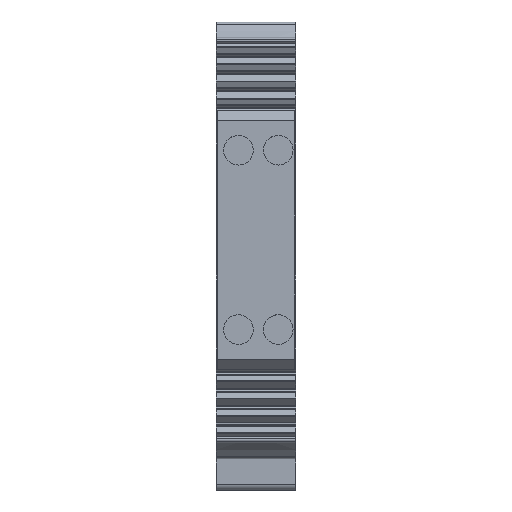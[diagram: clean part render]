
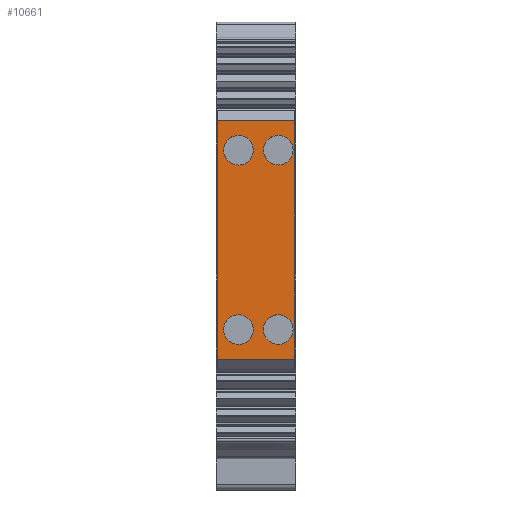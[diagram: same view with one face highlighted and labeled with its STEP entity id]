
A CAD part, top view. The second image highlights one B-rep face of the part: STEP entity #10661.
In plain terms, the highlighted planar face has unit normal (0, 0, 1).
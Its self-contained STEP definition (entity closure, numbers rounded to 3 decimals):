
#10354=AXIS2_PLACEMENT_3D('Circle Axis2P3D',#10352,#10353,$) ;
#10551=AXIS2_PLACEMENT_3D('Plane Axis2P3D',#10548,#10549,#10550) ;
#10605=AXIS2_PLACEMENT_3D('Circle Axis2P3D',#10603,#10604,$) ;
#10614=AXIS2_PLACEMENT_3D('Circle Axis2P3D',#10612,#10613,$) ;
#10623=AXIS2_PLACEMENT_3D('Circle Axis2P3D',#10621,#10622,$) ;
#10632=AXIS2_PLACEMENT_3D('Circle Axis2P3D',#10630,#10631,$) ;
#10645=AXIS2_PLACEMENT_3D('Circle Axis2P3D',#10643,#10644,$) ;
#10654=AXIS2_PLACEMENT_3D('Circle Axis2P3D',#10652,#10653,$) ;
#10298=CARTESIAN_POINT('Vertex',(7.039,18.833,49.75)) ;
#10318=CARTESIAN_POINT('Vertex',(8.861,22.167,49.75)) ;
#10322=CARTESIAN_POINT('Control Point',(7.039,18.833,49.75)) ;
#10323=CARTESIAN_POINT('Control Point',(6.515,19.119,49.75)) ;
#10324=CARTESIAN_POINT('Control Point',(6.104,19.611,49.75)) ;
#10325=CARTESIAN_POINT('Control Point',(5.916,20.251,49.75)) ;
#10326=CARTESIAN_POINT('Control Point',(6.077,21.523,49.75)) ;
#10327=CARTESIAN_POINT('Control Point',(7.061,22.346,49.75)) ;
#10328=CARTESIAN_POINT('Control Point',(7.701,22.534,49.75)) ;
#10329=CARTESIAN_POINT('Control Point',(8.337,22.454,49.75)) ;
#10330=CARTESIAN_POINT('Control Point',(8.861,22.167,49.75)) ;
#10352=CARTESIAN_POINT('Axis2P3D Location',(7.95,20.5,49.75)) ;
#10548=CARTESIAN_POINT('Axis2P3D Location',(5.25,32.,49.75)) ;
#10553=CARTESIAN_POINT('Line Origine',(10.09,23.058,49.75)) ;
#10557=CARTESIAN_POINT('Vertex',(10.09,29.467,49.75)) ;
#10559=CARTESIAN_POINT('Vertex',(10.09,16.65,49.75)) ;
#10562=CARTESIAN_POINT('Line Origine',(10.09,31.942,49.75)) ;
#10566=CARTESIAN_POINT('Vertex',(10.09,34.418,49.75)) ;
#10569=CARTESIAN_POINT('Line Origine',(10.09,40.884,49.75)) ;
#10573=CARTESIAN_POINT('Vertex',(10.09,47.35,49.75)) ;
#10576=CARTESIAN_POINT('Line Origine',(5.1,47.35,49.75)) ;
#10580=CARTESIAN_POINT('Vertex',(0.11,47.35,49.75)) ;
#10583=CARTESIAN_POINT('Line Origine',(0.11,32.,49.75)) ;
#10587=CARTESIAN_POINT('Vertex',(0.11,16.65,49.75)) ;
#10590=CARTESIAN_POINT('Line Origine',(5.1,16.65,49.75)) ;
#10603=CARTESIAN_POINT('Axis2P3D Location',(7.95,43.5,49.75)) ;
#10607=CARTESIAN_POINT('Vertex',(7.039,41.833,49.75)) ;
#10609=CARTESIAN_POINT('Vertex',(8.861,45.167,49.75)) ;
#10612=CARTESIAN_POINT('Axis2P3D Location',(7.95,43.5,49.75)) ;
#10621=CARTESIAN_POINT('Axis2P3D Location',(2.85,20.5,49.75)) ;
#10625=CARTESIAN_POINT('Vertex',(3.761,22.167,49.75)) ;
#10627=CARTESIAN_POINT('Vertex',(1.939,18.833,49.75)) ;
#10630=CARTESIAN_POINT('Axis2P3D Location',(2.85,20.5,49.75)) ;
#10643=CARTESIAN_POINT('Axis2P3D Location',(2.85,43.5,49.75)) ;
#10647=CARTESIAN_POINT('Vertex',(1.939,41.833,49.75)) ;
#10649=CARTESIAN_POINT('Vertex',(3.761,45.167,49.75)) ;
#10652=CARTESIAN_POINT('Axis2P3D Location',(2.85,43.5,49.75)) ;
#10353=DIRECTION('Axis2P3D Direction',(0.,0.,-1.)) ;
#10549=DIRECTION('Axis2P3D Direction',(0.,0.,1.)) ;
#10550=DIRECTION('Axis2P3D XDirection',(0.,-1.,0.)) ;
#10554=DIRECTION('Vector Direction',(0.,1.,0.)) ;
#10563=DIRECTION('Vector Direction',(0.,-1.,0.)) ;
#10570=DIRECTION('Vector Direction',(0.,1.,0.)) ;
#10577=DIRECTION('Vector Direction',(1.,0.,0.)) ;
#10584=DIRECTION('Vector Direction',(0.,-1.,0.)) ;
#10591=DIRECTION('Vector Direction',(1.,0.,0.)) ;
#10604=DIRECTION('Axis2P3D Direction',(0.,0.,1.)) ;
#10613=DIRECTION('Axis2P3D Direction',(0.,0.,1.)) ;
#10622=DIRECTION('Axis2P3D Direction',(0.,0.,1.)) ;
#10631=DIRECTION('Axis2P3D Direction',(0.,0.,1.)) ;
#10644=DIRECTION('Axis2P3D Direction',(0.,0.,1.)) ;
#10653=DIRECTION('Axis2P3D Direction',(0.,0.,1.)) ;
#10555=VECTOR('Line Direction',#10554,1.) ;
#10564=VECTOR('Line Direction',#10563,1.) ;
#10571=VECTOR('Line Direction',#10570,1.) ;
#10578=VECTOR('Line Direction',#10577,1.) ;
#10585=VECTOR('Line Direction',#10584,1.) ;
#10592=VECTOR('Line Direction',#10591,1.) ;
#10596=ORIENTED_EDGE('',*,*,#10561,.F.) ;
#10597=ORIENTED_EDGE('',*,*,#10568,.F.) ;
#10598=ORIENTED_EDGE('',*,*,#10575,.F.) ;
#10599=ORIENTED_EDGE('',*,*,#10582,.F.) ;
#10600=ORIENTED_EDGE('',*,*,#10589,.F.) ;
#10601=ORIENTED_EDGE('',*,*,#10594,.T.) ;
#10618=ORIENTED_EDGE('',*,*,#10611,.F.) ;
#10619=ORIENTED_EDGE('',*,*,#10616,.F.) ;
#10636=ORIENTED_EDGE('',*,*,#10629,.F.) ;
#10637=ORIENTED_EDGE('',*,*,#10634,.F.) ;
#10640=ORIENTED_EDGE('',*,*,#10331,.F.) ;
#10641=ORIENTED_EDGE('',*,*,#10356,.F.) ;
#10658=ORIENTED_EDGE('',*,*,#10651,.F.) ;
#10659=ORIENTED_EDGE('',*,*,#10656,.F.) ;
#10620=FACE_BOUND('',#10617,.T.) ;
#10638=FACE_BOUND('',#10635,.T.) ;
#10642=FACE_BOUND('',#10639,.T.) ;
#10660=FACE_BOUND('',#10657,.T.) ;
#10661=ADVANCED_FACE('KLTR',(#10602,#10620,#10638,#10642,#10660),#10552,.T.) ;
#10321=B_SPLINE_CURVE_WITH_KNOTS('',5,(#10322,#10323,#10324,#10325,#10326,#10327,#10328,#10329,#10330),.UNSPECIFIED.,.F.,.U.,(6,3,6),(-2.985,0.,2.985),.UNSPECIFIED.) ;
#10355=CIRCLE('generated circle',#10354,1.9) ;
#10606=CIRCLE('generated circle',#10605,1.9) ;
#10615=CIRCLE('generated circle',#10614,1.9) ;
#10624=CIRCLE('generated circle',#10623,1.9) ;
#10633=CIRCLE('generated circle',#10632,1.9) ;
#10646=CIRCLE('generated circle',#10645,1.9) ;
#10655=CIRCLE('generated circle',#10654,1.9) ;
#10331=EDGE_CURVE('',#10319,#10299,#10321,.F.) ;
#10356=EDGE_CURVE('',#10299,#10319,#10355,.F.) ;
#10561=EDGE_CURVE('',#10558,#10560,#10556,.F.) ;
#10568=EDGE_CURVE('',#10567,#10558,#10565,.T.) ;
#10575=EDGE_CURVE('',#10574,#10567,#10572,.F.) ;
#10582=EDGE_CURVE('',#10581,#10574,#10579,.T.) ;
#10589=EDGE_CURVE('',#10588,#10581,#10586,.F.) ;
#10594=EDGE_CURVE('',#10588,#10560,#10593,.T.) ;
#10611=EDGE_CURVE('',#10608,#10610,#10606,.T.) ;
#10616=EDGE_CURVE('',#10610,#10608,#10615,.T.) ;
#10629=EDGE_CURVE('',#10626,#10628,#10624,.T.) ;
#10634=EDGE_CURVE('',#10628,#10626,#10633,.T.) ;
#10651=EDGE_CURVE('',#10648,#10650,#10646,.T.) ;
#10656=EDGE_CURVE('',#10650,#10648,#10655,.T.) ;
#10595=EDGE_LOOP('',(#10596,#10597,#10598,#10599,#10600,#10601)) ;
#10617=EDGE_LOOP('',(#10618,#10619)) ;
#10635=EDGE_LOOP('',(#10636,#10637)) ;
#10639=EDGE_LOOP('',(#10640,#10641)) ;
#10657=EDGE_LOOP('',(#10658,#10659)) ;
#10602=FACE_OUTER_BOUND('',#10595,.T.) ;
#10556=LINE('Line',#10553,#10555) ;
#10565=LINE('Line',#10562,#10564) ;
#10572=LINE('Line',#10569,#10571) ;
#10579=LINE('Line',#10576,#10578) ;
#10586=LINE('Line',#10583,#10585) ;
#10593=LINE('Line',#10590,#10592) ;
#10552=PLANE('',#10551) ;
#10299=VERTEX_POINT('',#10298) ;
#10319=VERTEX_POINT('',#10318) ;
#10558=VERTEX_POINT('',#10557) ;
#10560=VERTEX_POINT('',#10559) ;
#10567=VERTEX_POINT('',#10566) ;
#10574=VERTEX_POINT('',#10573) ;
#10581=VERTEX_POINT('',#10580) ;
#10588=VERTEX_POINT('',#10587) ;
#10608=VERTEX_POINT('',#10607) ;
#10610=VERTEX_POINT('',#10609) ;
#10626=VERTEX_POINT('',#10625) ;
#10628=VERTEX_POINT('',#10627) ;
#10648=VERTEX_POINT('',#10647) ;
#10650=VERTEX_POINT('',#10649) ;
